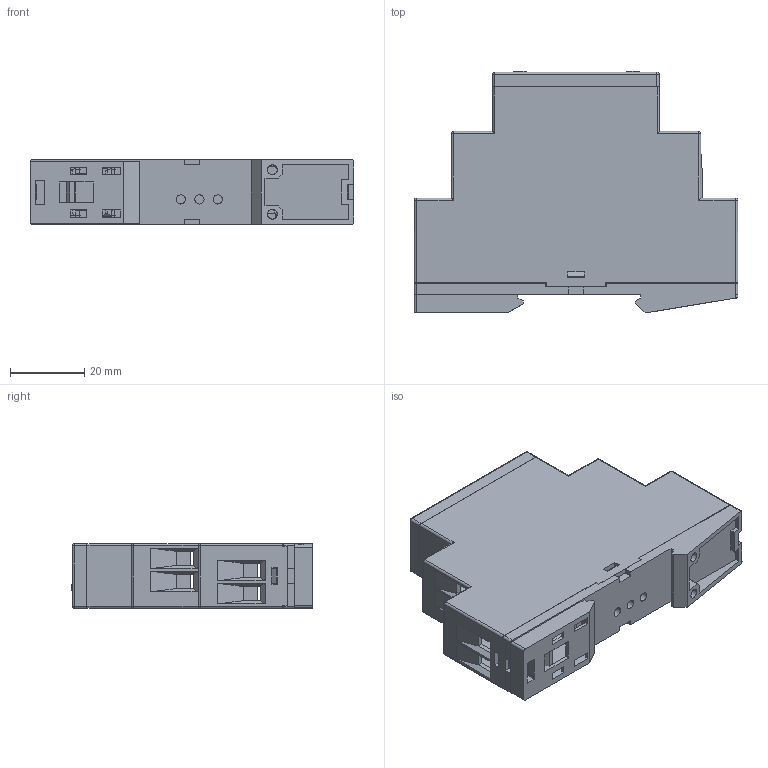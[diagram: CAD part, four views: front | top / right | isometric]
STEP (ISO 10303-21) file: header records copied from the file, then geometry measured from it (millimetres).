
FILE_DESCRIPTION(/* description */ (''),/* implementation_level */ '2;1');
FILE_NAME(/* name */ '09980715 09980716.stp',/* time_stamp */ '2025-05-23T11:54:51+02:00',/* author */ (''),/* organization */ (''),/* preprocessor_version */ 'ST-DEVELOPER v18.1',/* originating_system */ 'SIEMENS PLM Software NX 1961',/* authorisation */ '');
FILE_SCHEMA (('AUTOMOTIVE_DESIGN { 1 0 10303 214 3 1 1 1 }'));
Length unit declared in the file: millimetre
Products named in the file (1): jann44E8F4C1pc90
Bounding box: 87.4 x 65.3 x 17.5 mm (x, y, z)
Volume: 2927.6 mm3; surface area: 30914.9 mm2
Topology: 1 solids, 28 shells, 473 faces, 2762 edges, 2248 vertices
Faces by surface type: plane 316, cylinder 99, bspline 21, cone 15, sphere 12, torus 10
Full cylindrical faces by diameter (mm): 4.63 x3
Entity records: 27618 total; most frequent: CARTESIAN_POINT 6878, DIRECTION 3907, ORIENTED_EDGE 3675, EDGE_CURVE 2740, VERTEX_POINT 2237, LINE 2099, VECTOR 2099, AXIS2_PLACEMENT_3D 904
